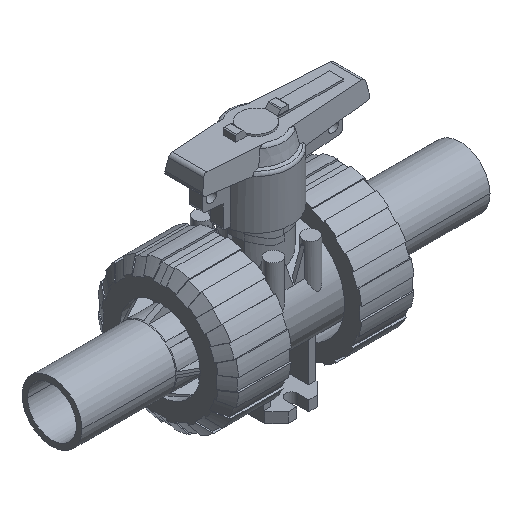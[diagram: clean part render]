
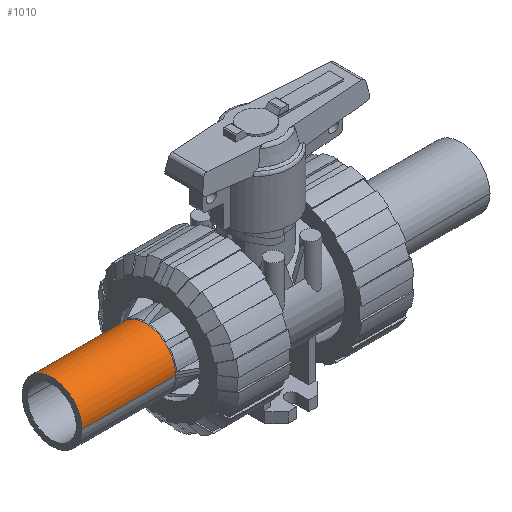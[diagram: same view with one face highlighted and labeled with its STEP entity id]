
A CAD part, isometric view. The second image highlights one B-rep face of the part: STEP entity #1010.
In plain terms, the highlighted free-form (B-spline) face has degree [8, 1] with [9, 2] control points.
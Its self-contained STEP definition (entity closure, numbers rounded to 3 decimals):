
#1010=ADVANCED_FACE('',(#2277),#2278,.T.);
#2277=FACE_OUTER_BOUND('',#4424,.T.);
#2278=B_SPLINE_SURFACE_WITH_KNOTS('',8,1,((#4425,#4426),(#4427,#4428),(#4429,#4430),(#4431,#4432),(#4433,#4434),(#4435,#4436),(#4437,#4438),(#4439,#4440),(#4441,#4442)),.UNSPECIFIED.,.F.,.F.,.F.,(9,9),(2,2),(-6.284,-3.141),(7999.999,8050.001),.UNSPECIFIED.);
#4424=EDGE_LOOP('',(#7357,#7358,#7359,#7360));
#4425=CARTESIAN_POINT('',(-109.001,16.,43.484));
#4426=CARTESIAN_POINT('',(-58.999,16.1,43.484));
#4427=CARTESIAN_POINT('',(-109.001,16.006,49.771));
#4428=CARTESIAN_POINT('',(-58.999,16.106,49.81));
#4429=CARTESIAN_POINT('',(-109.001,13.19,56.061));
#4430=CARTESIAN_POINT('',(-58.999,13.272,56.14));
#4431=CARTESIAN_POINT('',(-109.001,7.55,60.874));
#4432=CARTESIAN_POINT('',(-58.999,7.597,60.983));
#4433=CARTESIAN_POINT('',(-109.001,-0.002,62.733));
#4434=CARTESIAN_POINT('',(-58.999,-0.002,62.854));
#4435=CARTESIAN_POINT('',(-109.001,-7.548,60.874));
#4436=CARTESIAN_POINT('',(-58.999,-7.596,60.983));
#4437=CARTESIAN_POINT('',(-109.001,-13.189,56.061));
#4438=CARTESIAN_POINT('',(-58.999,-13.272,56.14));
#4439=CARTESIAN_POINT('',(-109.001,-16.006,49.771));
#4440=CARTESIAN_POINT('',(-58.999,-16.106,49.81));
#4441=CARTESIAN_POINT('',(-109.001,-16.,43.484));
#4442=CARTESIAN_POINT('',(-58.999,-16.1,43.484));
#7357=ORIENTED_EDGE('',*,*,#11357,.T.);
#7358=ORIENTED_EDGE('',*,*,#11348,.T.);
#7359=ORIENTED_EDGE('',*,*,#11359,.T.);
#7360=ORIENTED_EDGE('',*,*,#11361,.F.);
#11348=EDGE_CURVE('',#13640,#13641,#13642,.T.);
#11357=EDGE_CURVE('',#13653,#13640,#13654,.T.);
#11359=EDGE_CURVE('',#13641,#13655,#13657,.T.);
#11361=EDGE_CURVE('',#13653,#13655,#13659,.T.);
#13640=VERTEX_POINT('',#18074);
#13641=VERTEX_POINT('',#18075);
#13642=B_SPLINE_CURVE_WITH_KNOTS('',8,(#18076,#18077,#18078,#18079,#18080,#18081,#18082,#18083,#18084),.UNSPECIFIED.,.F.,.F.,(9,9),(0.,0.05),.UNSPECIFIED.);
#13653=VERTEX_POINT('',#18121);
#13654=LINE('',#18122,#18123);
#13655=VERTEX_POINT('',#18124);
#13657=LINE('',#18134,#18135);
#13659=B_SPLINE_CURVE_WITH_KNOTS('',8,(#18137,#18138,#18139,#18140,#18141,#18142,#18143,#18144,#18145),.UNSPECIFIED.,.F.,.F.,(9,9),(-6.283,-3.142),.UNSPECIFIED.);
#18074=CARTESIAN_POINT('',(-109.0,16.,43.5));
#18075=CARTESIAN_POINT('',(-109.0,-16.,43.5));
#18076=CARTESIAN_POINT('',(-109.0,16.,43.5));
#18077=CARTESIAN_POINT('',(-109.0,16.,49.783));
#18078=CARTESIAN_POINT('',(-109.0,13.181,56.066));
#18079=CARTESIAN_POINT('',(-109.0,7.544,60.873));
#18080=CARTESIAN_POINT('',(-109.0,-0.002,62.729));
#18081=CARTESIAN_POINT('',(-109.0,-7.542,60.873));
#18082=CARTESIAN_POINT('',(-109.0,-13.18,56.066));
#18083=CARTESIAN_POINT('',(-109.0,-16.,49.783));
#18084=CARTESIAN_POINT('',(-109.0,-16.,43.5));
#18121=CARTESIAN_POINT('',(-59.,16.1,43.5));
#18122=CARTESIAN_POINT('',(-84.0,16.05,43.5));
#18123=VECTOR('',#23259,1000.0);
#18124=CARTESIAN_POINT('',(-59.,-16.1,43.5));
#18134=CARTESIAN_POINT('',(-84.0,-16.05,43.5));
#18135=VECTOR('',#23260,1000.0);
#18137=CARTESIAN_POINT('',(-59.,16.1,43.5));
#18138=CARTESIAN_POINT('',(-59.,16.1,49.822));
#18139=CARTESIAN_POINT('',(-59.,13.263,56.145));
#18140=CARTESIAN_POINT('',(-59.,7.591,60.981));
#18141=CARTESIAN_POINT('',(-59.,-0.002,62.849));
#18142=CARTESIAN_POINT('',(-59.,-7.589,60.981));
#18143=CARTESIAN_POINT('',(-59.,-13.263,56.145));
#18144=CARTESIAN_POINT('',(-59.,-16.1,49.822));
#18145=CARTESIAN_POINT('',(-59.,-16.1,43.5));
#23259=DIRECTION('',(-1.,-0.002,0.));
#23260=DIRECTION('',(1.,-0.002,0.));
